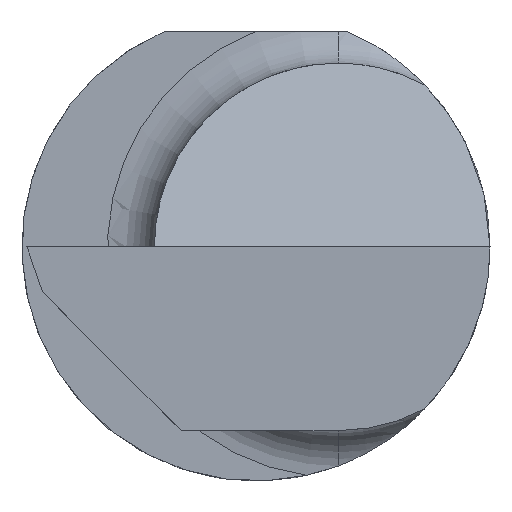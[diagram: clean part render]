
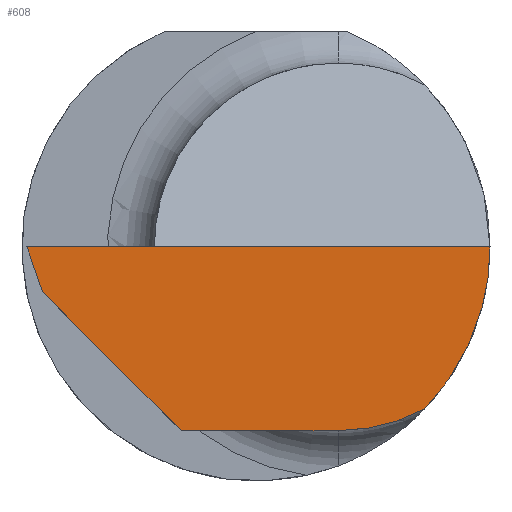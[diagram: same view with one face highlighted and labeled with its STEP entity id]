
A CAD part, left-side view. The second image highlights one B-rep face of the part: STEP entity #608.
In plain terms, the highlighted planar face has unit normal (-1, -0.017, -0.026).
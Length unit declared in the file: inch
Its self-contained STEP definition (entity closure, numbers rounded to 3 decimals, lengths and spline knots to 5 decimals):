
#39 = LINE ( 'NONE', #390, #105 ) ;
#53 = ORIENTED_EDGE ( 'NONE', *, *, #204, .T. ) ;
#54 = CARTESIAN_POINT ( 'NONE',  ( -2.49484, -0.12484, -0.03263 ) ) ;
#78 = ORIENTED_EDGE ( 'NONE', *, *, #360, .T. ) ;
#103 = DIRECTION ( 'NONE',  ( -0.017, 1., 0. ) ) ;
#105 = VECTOR ( 'NONE', #343, 39.37008 ) ;
#150 = ORIENTED_EDGE ( 'NONE', *, *, #586, .T. ) ;
#155 = LINE ( 'NONE', #391, #373 ) ;
#162 = CARTESIAN_POINT ( 'NONE',  ( -2.49738, 0.1222, -0.09997 ) ) ;
#166 = EDGE_CURVE ( 'NONE', #527, #428, #155, .T. ) ;
#172 = CARTESIAN_POINT ( 'NONE',  ( -2.49569, -0.12485, 0. ) ) ;
#176 = VERTEX_POINT ( 'NONE', #648 ) ;
#179 = EDGE_LOOP ( 'NONE', ( #263, #78, #150, #203, #53, #691, #213 ) ) ;
#181 = VECTOR ( 'NONE', #222, 39.37008 ) ;
#182 = AXIS2_PLACEMENT_3D ( 'NONE', #162, #335, #395 ) ;
#203 = ORIENTED_EDGE ( 'NONE', *, *, #500, .T. ) ;
#204 = EDGE_CURVE ( 'NONE', #563, #744, #592, .T. ) ;
#213 = ORIENTED_EDGE ( 'NONE', *, *, #166, .T. ) ;
#222 = DIRECTION ( 'NONE',  ( 0.03, -0.325, -0.945 ) ) ;
#227 = CARTESIAN_POINT ( 'NONE',  ( -2.496, 0.03989, -0.098 ) ) ;
#231 = CARTESIAN_POINT ( 'NONE',  ( -2.49438, -0.1999, 0. ) ) ;
#249 = VECTOR ( 'NONE', #103, 39.37008 ) ;
#263 = ORIENTED_EDGE ( 'NONE', *, *, #340, .F. ) ;
#270 = VERTEX_POINT ( 'NONE', #353 ) ;
#320 = VERTEX_POINT ( 'NONE', #172 ) ;
#335 = DIRECTION ( 'NONE',  ( 1., 0.017, 0.026 ) ) ;
#340 = EDGE_CURVE ( 'NONE', #176, #428, #474, .T. ) ;
#343 = DIRECTION ( 'NONE',  ( -0.026, 0., 1. ) ) ;
#353 = CARTESIAN_POINT ( 'NONE',  ( -2.49569, -0.12485, -0.00006 ) ) ;
#356 = CARTESIAN_POINT ( 'NONE',  ( -2.49403, -0.09015, -0.08637 ) ) ;
#359 = CARTESIAN_POINT ( 'NONE',  ( -2.49426, -0.11269, -0.06285 ) ) ;
#360 = EDGE_CURVE ( 'NONE', #176, #270, #712, .T. ) ;
#368 = CARTESIAN_POINT ( 'NONE',  ( -2.49408, -0.07584, -0.09404 ) ) ;
#373 = VECTOR ( 'NONE', #643, 39.37008 ) ;
#390 = CARTESIAN_POINT ( 'NONE',  ( -2.49307, -0.1248, -0.09997 ) ) ;
#391 = CARTESIAN_POINT ( 'NONE',  ( -2.49665, 0.07741, -0.098 ) ) ;
#395 = DIRECTION ( 'NONE',  ( -0.026, 0., 1. ) ) ;
#428 = VERTEX_POINT ( 'NONE', #745 ) ;
#438 = DIRECTION ( 'NONE',  ( 0.031, -0.707, -0.707 ) ) ;
#468 = CARTESIAN_POINT ( 'NONE',  ( -2.49425, -0.06009, -0.098 ) ) ;
#474 =( BOUNDED_CURVE ( )  B_SPLINE_CURVE ( 3, ( #531, #368, #468, #725 ),
 .UNSPECIFIED., .F., .T. ) 
 B_SPLINE_CURVE_WITH_KNOTS ( ( 4, 4 ),
 ( 0.09562, 0.58772 ),
 .UNSPECIFIED. ) 
 CURVE ( )  GEOMETRIC_REPRESENTATION_ITEM ( )  RATIONAL_B_SPLINE_CURVE ( ( 1., 0.98, 0.98, 1. ) ) 
 REPRESENTATION_ITEM ( '' )  );
#500 = EDGE_CURVE ( 'NONE', #320, #563, #766, .T. ) ;
#517 = CARTESIAN_POINT ( 'NONE',  ( -2.5, 0.12215, 0. ) ) ;
#527 = VERTEX_POINT ( 'NONE', #227 ) ;
#531 = CARTESIAN_POINT ( 'NONE',  ( -2.49403, -0.09015, -0.08637 ) ) ;
#536 = CARTESIAN_POINT ( 'NONE',  ( -2.49569, -0.12485, -0.00006 ) ) ;
#548 = CARTESIAN_POINT ( 'NONE',  ( -2.49913, 0.11172, -0.02616 ) ) ;
#563 = VERTEX_POINT ( 'NONE', #517 ) ;
#577 = FACE_OUTER_BOUND ( 'NONE', #179, .T. ) ;
#586 = EDGE_CURVE ( 'NONE', #270, #320, #39, .T. ) ;
#592 = LINE ( 'NONE', #767, #181 ) ;
#608 = ADVANCED_FACE ( 'NONE', ( #577 ), #637, .F. ) ;
#611 = CARTESIAN_POINT ( 'NONE',  ( -2.49923, 0.11389, -0.024 ) ) ;
#637 = PLANE ( 'NONE',  #182 ) ;
#643 = DIRECTION ( 'NONE',  ( 0.017, -1., 0. ) ) ;
#648 = CARTESIAN_POINT ( 'NONE',  ( -2.49403, -0.09015, -0.08637 ) ) ;
#675 = LINE ( 'NONE', #548, #762 ) ;
#684 = EDGE_CURVE ( 'NONE', #744, #527, #675, .T. ) ;
#691 = ORIENTED_EDGE ( 'NONE', *, *, #684, .T. ) ;
#712 =( BOUNDED_CURVE ( )  B_SPLINE_CURVE ( 3, ( #356, #359, #54, #536 ),
 .UNSPECIFIED., .F., .F. ) 
 B_SPLINE_CURVE_WITH_KNOTS ( ( 4, 4 ),
 ( 0.21909, 0.98262 ),
 .UNSPECIFIED. ) 
 CURVE ( )  GEOMETRIC_REPRESENTATION_ITEM ( )  RATIONAL_B_SPLINE_CURVE ( ( 1., 0.952, 0.952, 1. ) ) 
 REPRESENTATION_ITEM ( '' )  );
#725 = CARTESIAN_POINT ( 'NONE',  ( -2.49454, -0.04385, -0.098 ) ) ;
#744 = VERTEX_POINT ( 'NONE', #611 ) ;
#745 = CARTESIAN_POINT ( 'NONE',  ( -2.49454, -0.04385, -0.098 ) ) ;
#762 = VECTOR ( 'NONE', #438, 39.37008 ) ;
#766 = LINE ( 'NONE', #231, #249 ) ;
#767 = CARTESIAN_POINT ( 'NONE',  ( -2.49991, 0.12116, -0.00288 ) ) ;
